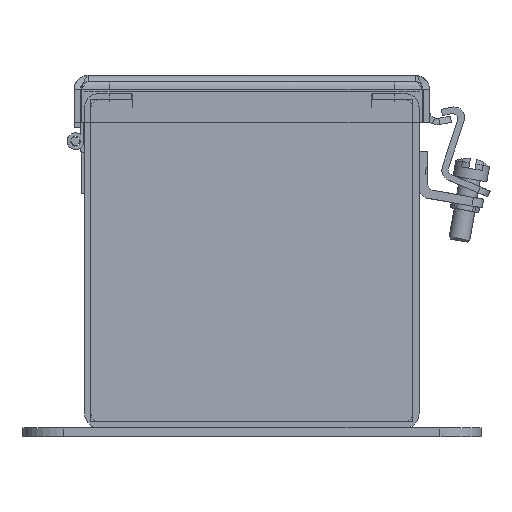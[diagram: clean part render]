
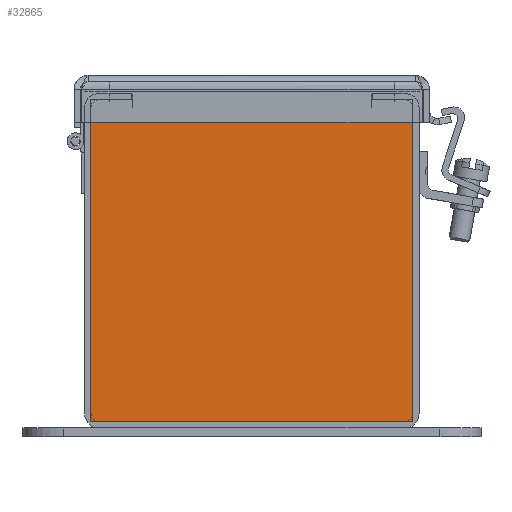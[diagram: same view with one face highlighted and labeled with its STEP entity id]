
A CAD part, left-side view. The second image highlights one B-rep face of the part: STEP entity #32865.
In plain terms, the highlighted planar face has unit normal (-1, 0, 0).
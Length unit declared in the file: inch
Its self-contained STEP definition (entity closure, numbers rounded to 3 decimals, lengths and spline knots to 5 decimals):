
#278 = VERTEX_POINT ( 'NONE', #57443 ) ;
#331 = VECTOR ( 'NONE', #21156, 39.37008 ) ;
#359 = ORIENTED_EDGE ( 'NONE', *, *, #54327, .T. ) ;
#477 = VERTEX_POINT ( 'NONE', #51217 ) ;
#2418 = VERTEX_POINT ( 'NONE', #42001 ) ;
#2550 = CARTESIAN_POINT ( 'NONE',  ( -36., 1.4275, 2.58225 ) ) ;
#3353 = CARTESIAN_POINT ( 'NONE',  ( -36., -1.926, 2.676 ) ) ;
#4232 = LINE ( 'NONE', #26776, #331 ) ;
#4437 = VERTEX_POINT ( 'NONE', #49078 ) ;
#4862 = DIRECTION ( 'NONE',  ( 0., 1., 0. ) ) ;
#5560 = CARTESIAN_POINT ( 'NONE',  ( -36., 1.4277, 0.75 ) ) ;
#5675 = CARTESIAN_POINT ( 'NONE',  ( -36., -1.4275, 2.58205 ) ) ;
#6144 = CARTESIAN_POINT ( 'NONE',  ( -36., -1.4277, 2.676 ) ) ;
#6618 = DIRECTION ( 'NONE',  ( 0., 0., 1. ) ) ;
#7177 = CARTESIAN_POINT ( 'NONE',  ( -36., 0., 0.75 ) ) ;
#7993 = VECTOR ( 'NONE', #35543, 39.37008 ) ;
#8070 = EDGE_LOOP ( 'NONE', ( #12565, #359, #39230, #49747, #17361, #49379, #16970, #10299, #17674, #9650, #30805, #29352 ) ) ;
#9650 = ORIENTED_EDGE ( 'NONE', *, *, #38063, .F. ) ;
#10299 = ORIENTED_EDGE ( 'NONE', *, *, #53807, .F. ) ;
#10389 = VECTOR ( 'NONE', #4862, 39.37008 ) ;
#10692 = EDGE_CURVE ( 'NONE', #58011, #52152, #4232, .T. ) ;
#11195 = VERTEX_POINT ( 'NONE', #2550 ) ;
#11209 = DIRECTION ( 'NONE',  ( 0., 0., -1. ) ) ;
#11280 = VECTOR ( 'NONE', #15905, 39.37008 ) ;
#11342 = CARTESIAN_POINT ( 'NONE',  ( -36., 1.926, 2.676 ) ) ;
#12032 = VECTOR ( 'NONE', #50893, 39.37008 ) ;
#12565 = ORIENTED_EDGE ( 'NONE', *, *, #50923, .T. ) ;
#12786 = VECTOR ( 'NONE', #58712, 39.37008 ) ;
#13012 = DIRECTION ( 'NONE',  ( 0., 1., 0. ) ) ;
#13271 = CARTESIAN_POINT ( 'NONE',  ( -36., 1.4275, 2.676 ) ) ;
#15144 = CARTESIAN_POINT ( 'NONE',  ( -36., 1.926, -1.176 ) ) ;
#15205 = DIRECTION ( 'NONE',  ( 0., 0., 1. ) ) ;
#15905 = DIRECTION ( 'NONE',  ( 0., -1., 0. ) ) ;
#16826 = VECTOR ( 'NONE', #41828, 39.37008 ) ;
#16970 = ORIENTED_EDGE ( 'NONE', *, *, #18427, .F. ) ;
#17361 = ORIENTED_EDGE ( 'NONE', *, *, #36002, .T. ) ;
#17674 = ORIENTED_EDGE ( 'NONE', *, *, #37280, .F. ) ;
#18427 = EDGE_CURVE ( 'NONE', #22394, #39926, #28251, .T. ) ;
#18634 = LINE ( 'NONE', #51374, #16826 ) ;
#19378 = PLANE ( 'NONE',  #56509 ) ;
#19610 = CARTESIAN_POINT ( 'NONE',  ( -36., 0., 2.676 ) ) ;
#21156 = DIRECTION ( 'NONE',  ( 0., -1., 0. ) ) ;
#22394 = VERTEX_POINT ( 'NONE', #11342 ) ;
#22416 = LINE ( 'NONE', #13271, #12786 ) ;
#23654 = LINE ( 'NONE', #28154, #53197 ) ;
#26776 = CARTESIAN_POINT ( 'NONE',  ( -36., 0., 2.676 ) ) ;
#27417 = CARTESIAN_POINT ( 'NONE',  ( -36., 0., -1.176 ) ) ;
#28154 = CARTESIAN_POINT ( 'NONE',  ( -36., -1.926, 0.75 ) ) ;
#28251 = LINE ( 'NONE', #19610, #12032 ) ;
#28290 = VERTEX_POINT ( 'NONE', #5675 ) ;
#28452 = VERTEX_POINT ( 'NONE', #39780 ) ;
#28903 = CARTESIAN_POINT ( 'NONE',  ( -36., 1.4277, 2.676 ) ) ;
#29352 = ORIENTED_EDGE ( 'NONE', *, *, #31845, .F. ) ;
#30250 = LINE ( 'NONE', #40011, #56913 ) ;
#30805 = ORIENTED_EDGE ( 'NONE', *, *, #10692, .F. ) ;
#31176 = VECTOR ( 'NONE', #11209, 39.37008 ) ;
#31845 = EDGE_CURVE ( 'NONE', #4437, #58011, #37789, .T. ) ;
#32621 = DIRECTION ( 'NONE',  ( 0., 0., -1. ) ) ;
#32797 = LINE ( 'NONE', #27417, #10389 ) ;
#32865 = ADVANCED_FACE ( 'NONE', ( #41696 ), #19378, .F. ) ;
#35543 = DIRECTION ( 'NONE',  ( 0., 0., 1. ) ) ;
#36002 = EDGE_CURVE ( 'NONE', #477, #278, #18634, .T. ) ;
#37081 = EDGE_CURVE ( 'NONE', #11195, #28452, #43526, .T. ) ;
#37280 = EDGE_CURVE ( 'NONE', #2418, #58805, #32797, .T. ) ;
#37789 = LINE ( 'NONE', #50636, #50738 ) ;
#38063 = EDGE_CURVE ( 'NONE', #52152, #2418, #23654, .T. ) ;
#39230 = ORIENTED_EDGE ( 'NONE', *, *, #37081, .F. ) ;
#39780 = CARTESIAN_POINT ( 'NONE',  ( -36., -1.4275, 2.58225 ) ) ;
#39926 = VERTEX_POINT ( 'NONE', #28903 ) ;
#40011 = CARTESIAN_POINT ( 'NONE',  ( -36., -1.4277, 2.58205 ) ) ;
#40986 = VECTOR ( 'NONE', #6618, 39.37008 ) ;
#41696 = FACE_OUTER_BOUND ( 'NONE', #8070, .T. ) ;
#41828 = DIRECTION ( 'NONE',  ( 0., 1., 0. ) ) ;
#42001 = CARTESIAN_POINT ( 'NONE',  ( -36., -1.926, -1.176 ) ) ;
#43526 = LINE ( 'NONE', #51611, #11280 ) ;
#44153 = LINE ( 'NONE', #45333, #7993 ) ;
#45204 = EDGE_CURVE ( 'NONE', #39926, #278, #46885, .T. ) ;
#45333 = CARTESIAN_POINT ( 'NONE',  ( -36., 1.926, 0.75 ) ) ;
#46885 = LINE ( 'NONE', #5560, #31176 ) ;
#47348 = DIRECTION ( 'NONE',  ( 0., 1., 0. ) ) ;
#49078 = CARTESIAN_POINT ( 'NONE',  ( -36., -1.4277, 2.58205 ) ) ;
#49379 = ORIENTED_EDGE ( 'NONE', *, *, #45204, .F. ) ;
#49747 = ORIENTED_EDGE ( 'NONE', *, *, #53915, .T. ) ;
#50636 = CARTESIAN_POINT ( 'NONE',  ( -36., -1.4277, 0.75 ) ) ;
#50738 = VECTOR ( 'NONE', #15205, 39.37008 ) ;
#50893 = DIRECTION ( 'NONE',  ( 0., -1., 0. ) ) ;
#50923 = EDGE_CURVE ( 'NONE', #4437, #28290, #30250, .T. ) ;
#51217 = CARTESIAN_POINT ( 'NONE',  ( -36., 1.4275, 2.58205 ) ) ;
#51250 = LINE ( 'NONE', #56837, #40986 ) ;
#51374 = CARTESIAN_POINT ( 'NONE',  ( -36., 1.4275, 2.58205 ) ) ;
#51611 = CARTESIAN_POINT ( 'NONE',  ( -36., 0., 2.58225 ) ) ;
#52152 = VERTEX_POINT ( 'NONE', #3353 ) ;
#53197 = VECTOR ( 'NONE', #32621, 39.37008 ) ;
#53807 = EDGE_CURVE ( 'NONE', #58805, #22394, #44153, .T. ) ;
#53915 = EDGE_CURVE ( 'NONE', #11195, #477, #22416, .T. ) ;
#54327 = EDGE_CURVE ( 'NONE', #28290, #28452, #51250, .T. ) ;
#56509 = AXIS2_PLACEMENT_3D ( 'NONE', #7177, #57395, #47348 ) ;
#56837 = CARTESIAN_POINT ( 'NONE',  ( -36., -1.4275, 2.58205 ) ) ;
#56913 = VECTOR ( 'NONE', #13012, 39.37008 ) ;
#57395 = DIRECTION ( 'NONE',  ( 1., 0., 0. ) ) ;
#57443 = CARTESIAN_POINT ( 'NONE',  ( -36., 1.4277, 2.58205 ) ) ;
#58011 = VERTEX_POINT ( 'NONE', #6144 ) ;
#58712 = DIRECTION ( 'NONE',  ( 0., 0., -1. ) ) ;
#58805 = VERTEX_POINT ( 'NONE', #15144 ) ;
